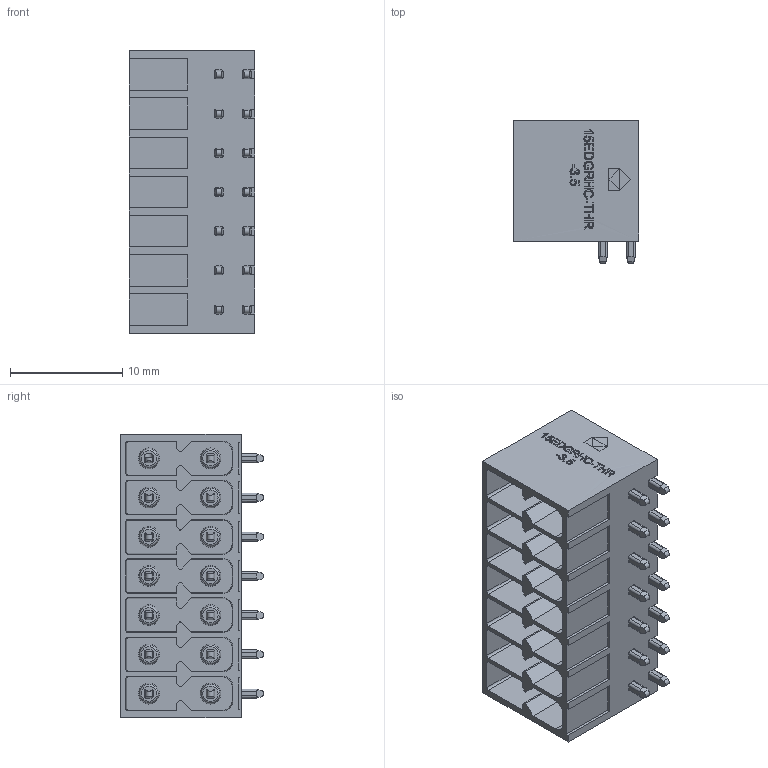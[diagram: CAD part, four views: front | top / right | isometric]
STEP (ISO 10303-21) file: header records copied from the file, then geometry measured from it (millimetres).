
FILE_DESCRIPTION(/* description */ ('Unknown'),/* implementation_level */ '2;1');
FILE_NAME(/* name */ '15EDGRHC-THR-3.5-14P-1Y-00A(H)-C',/* time_stamp */ '2022-06-21T15:09:40+08:00',/* author */ ('Unknown'),/* organization */ ('Unknown'),/* preprocessor_version */ 'ST-DEVELOPER v16.7',/* originating_system */ 'Solid Edge',/* authorisation */ 'Unknown');
FILE_SCHEMA (('AUTOMOTIVE_DESIGN {1 0 10303 214 3 1 1}'));
Length unit declared in the file: millimetre
Products named in the file (1): 15EDGRHC-THR-3
Bounding box: 11.2 x 12.8 x 25.3 mm (x, y, z)
Volume: 1720.4 mm3; surface area: 3128.2 mm2
Topology: 1 solids, 1 shells, 912 faces, 2430 edges, 1597 vertices
Faces by surface type: plane 600, cylinder 219, cone 42, torus 28, bspline 23
Entity records: 28783 total; most frequent: CARTESIAN_POINT 5678, ORIENTED_EDGE 4804, DIRECTION 4780, EDGE_CURVE 2402, LINE 1676, VECTOR 1676, VERTEX_POINT 1597, AXIS2_PLACEMENT_3D 1552
